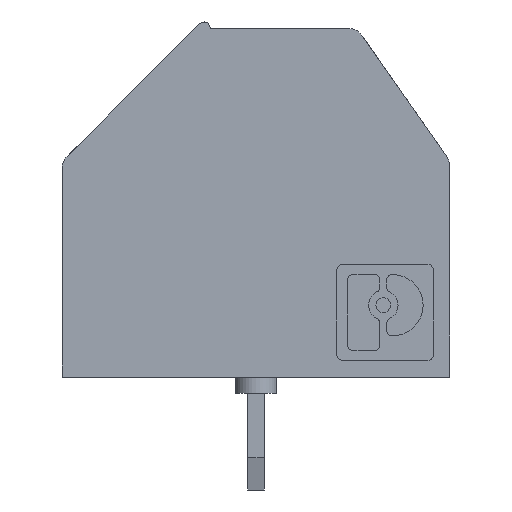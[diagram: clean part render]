
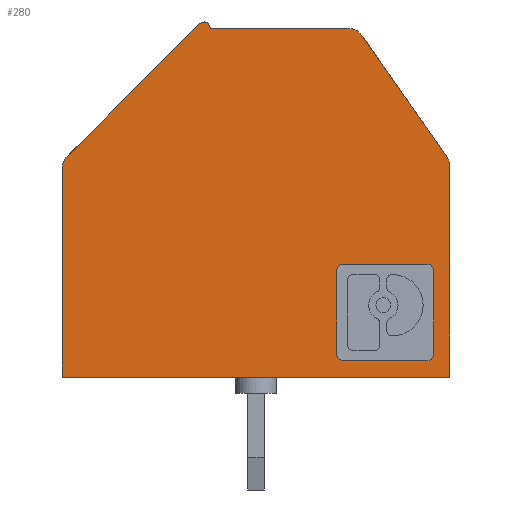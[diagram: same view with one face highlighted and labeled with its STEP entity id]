
A CAD part, left-side view. The second image highlights one B-rep face of the part: STEP entity #280.
In plain terms, the highlighted planar face has unit normal (-1, 0, 0).
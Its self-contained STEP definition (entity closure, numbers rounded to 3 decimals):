
#280=ADVANCED_FACE('',(#766,#767),#768,.F.);
#766=FACE_OUTER_BOUND('',#1443,.T.);
#767=FACE_BOUND('',#1444,.T.);
#768=PLANE('',#1445);
#1443=EDGE_LOOP('',(#2398,#2399,#2400,#2401,#2402,#2403,#2404,#2405,#2406,#2407));
#1444=EDGE_LOOP('',(#2408,#2409,#2410,#2411,#2412,#2413,#2414,#2415));
#1445=AXIS2_PLACEMENT_3D('',#2416,#2417,#2418);
#2398=ORIENTED_EDGE('',*,*,#4495,.T.);
#2399=ORIENTED_EDGE('',*,*,#4585,.T.);
#2400=ORIENTED_EDGE('',*,*,#4582,.T.);
#2401=ORIENTED_EDGE('',*,*,#4579,.T.);
#2402=ORIENTED_EDGE('',*,*,#4545,.T.);
#2403=ORIENTED_EDGE('',*,*,#4541,.T.);
#2404=ORIENTED_EDGE('',*,*,#4539,.T.);
#2405=ORIENTED_EDGE('',*,*,#4519,.T.);
#2406=ORIENTED_EDGE('',*,*,#4517,.T.);
#2407=ORIENTED_EDGE('',*,*,#4514,.T.);
#2408=ORIENTED_EDGE('',*,*,#4587,.T.);
#2409=ORIENTED_EDGE('',*,*,#4588,.F.);
#2410=ORIENTED_EDGE('',*,*,#4589,.T.);
#2411=ORIENTED_EDGE('',*,*,#4590,.T.);
#2412=ORIENTED_EDGE('',*,*,#4591,.T.);
#2413=ORIENTED_EDGE('',*,*,#4592,.F.);
#2414=ORIENTED_EDGE('',*,*,#4593,.T.);
#2415=ORIENTED_EDGE('',*,*,#4594,.F.);
#2416=CARTESIAN_POINT('',(0.0,-40.601,-8.009));
#2417=DIRECTION('',(1.0,0.,0.));
#2418=DIRECTION('',(0.,1.0,0.));
#4495=EDGE_CURVE('',#5622,#5624,#5626,.T.);
#4514=EDGE_CURVE('',#5660,#5622,#5662,.T.);
#4517=EDGE_CURVE('',#5664,#5660,#5666,.T.);
#4519=EDGE_CURVE('',#5668,#5664,#5669,.T.);
#4539=EDGE_CURVE('',#5704,#5668,#5706,.T.);
#4541=EDGE_CURVE('',#5708,#5704,#5709,.T.);
#4545=EDGE_CURVE('',#5712,#5708,#5714,.T.);
#4579=EDGE_CURVE('',#5780,#5712,#5781,.T.);
#4582=EDGE_CURVE('',#5784,#5780,#5785,.T.);
#4585=EDGE_CURVE('',#5624,#5784,#5788,.T.);
#4587=EDGE_CURVE('',#5790,#5791,#5792,.T.);
#4588=EDGE_CURVE('',#5793,#5791,#5794,.T.);
#4589=EDGE_CURVE('',#5793,#5795,#5796,.T.);
#4590=EDGE_CURVE('',#5795,#5797,#5798,.T.);
#4591=EDGE_CURVE('',#5797,#5799,#5800,.T.);
#4592=EDGE_CURVE('',#5801,#5799,#5802,.T.);
#4593=EDGE_CURVE('',#5801,#5803,#5804,.T.);
#4594=EDGE_CURVE('',#5790,#5803,#5805,.T.);
#5622=VERTEX_POINT('',#7959);
#5624=VERTEX_POINT('',#7962);
#5626=LINE('',#7965,#7966);
#5660=VERTEX_POINT('',#8000);
#5662=CIRCLE('',#8003,0.5);
#5664=VERTEX_POINT('',#8005);
#5666=LINE('',#8008,#8009);
#5668=VERTEX_POINT('',#8011);
#5669=LINE('',#8012,#8013);
#5704=VERTEX_POINT('',#8049);
#5706=LINE('',#8052,#8053);
#5708=VERTEX_POINT('',#8055);
#5709=CIRCLE('',#8056,0.5);
#5712=VERTEX_POINT('',#8060);
#5714=LINE('',#8063,#8064);
#5780=VERTEX_POINT('',#8162);
#5781=CIRCLE('',#8163,0.2);
#5784=VERTEX_POINT('',#8167);
#5785=LINE('',#8168,#8169);
#5788=CIRCLE('',#8173,0.5);
#5790=VERTEX_POINT('',#8175);
#5791=VERTEX_POINT('',#8176);
#5792=CIRCLE('',#8177,0.211);
#5793=VERTEX_POINT('',#8178);
#5794=LINE('',#8179,#8180);
#5795=VERTEX_POINT('',#8181);
#5796=CIRCLE('',#8182,0.211);
#5797=VERTEX_POINT('',#8183);
#5798=LINE('',#8184,#8185);
#5799=VERTEX_POINT('',#8186);
#5800=CIRCLE('',#8187,0.211);
#5801=VERTEX_POINT('',#8188);
#5802=LINE('',#8189,#8190);
#5803=VERTEX_POINT('',#8191);
#5804=CIRCLE('',#8192,0.211);
#5805=LINE('',#8193,#8194);
#7959=CARTESIAN_POINT('',(0.0,0.09,6.829));
#7962=CARTESIAN_POINT('',(0.0,2.722,10.587));
#7965=CARTESIAN_POINT('',(0.0,0.09,6.829));
#7966=VECTOR('',#9870,1.0);
#8000=CARTESIAN_POINT('',(0.0,0.0,6.542));
#8003=AXIS2_PLACEMENT_3D('',#9920,#9921,#9922);
#8005=CARTESIAN_POINT('',(0.0,0.0,0.0));
#8008=CARTESIAN_POINT('',(0.0,0.0,0.0));
#8009=VECTOR('',#9924,1.0);
#8011=CARTESIAN_POINT('',(0.0,12.0,0.));
#8012=CARTESIAN_POINT('',(0.0,12.0,0.));
#8013=VECTOR('',#9925,1.0);
#8049=CARTESIAN_POINT('',(0.0,12.0,6.493));
#8052=CARTESIAN_POINT('',(0.0,12.0,6.493));
#8053=VECTOR('',#9976,1.0);
#8055=CARTESIAN_POINT('',(0.0,11.854,6.846));
#8056=AXIS2_PLACEMENT_3D('',#9977,#9978,#9979);
#8060=CARTESIAN_POINT('',(0.0,7.759,10.941));
#8063=CARTESIAN_POINT('',(0.0,7.759,10.941));
#8064=VECTOR('',#9982,1.0);
#8162=CARTESIAN_POINT('',(0.0,7.417,10.8));
#8163=AXIS2_PLACEMENT_3D('',#10015,#10016,#10017);
#8167=CARTESIAN_POINT('',(0.0,3.131,10.8));
#8168=CARTESIAN_POINT('',(0.0,3.131,10.8));
#8169=VECTOR('',#10019,1.0);
#8173=AXIS2_PLACEMENT_3D('',#10021,#10022,#10023);
#8175=CARTESIAN_POINT('',(0.0,0.711,3.5));
#8176=CARTESIAN_POINT('',(0.0,0.5,3.289));
#8177=AXIS2_PLACEMENT_3D('',#10024,#10025,#10026);
#8178=CARTESIAN_POINT('',(0.0,0.5,0.711));
#8179=CARTESIAN_POINT('',(0.0,0.5,0.711));
#8180=VECTOR('',#10027,1.0);
#8181=CARTESIAN_POINT('',(0.0,0.711,0.5));
#8182=AXIS2_PLACEMENT_3D('',#10028,#10029,#10030);
#8183=CARTESIAN_POINT('',(0.0,3.289,0.5));
#8184=CARTESIAN_POINT('',(0.0,0.711,0.5));
#8185=VECTOR('',#10031,1.0);
#8186=CARTESIAN_POINT('',(0.0,3.5,0.711));
#8187=AXIS2_PLACEMENT_3D('',#10032,#10033,#10034);
#8188=CARTESIAN_POINT('',(0.0,3.5,3.289));
#8189=CARTESIAN_POINT('',(0.0,3.5,3.289));
#8190=VECTOR('',#10035,1.0);
#8191=CARTESIAN_POINT('',(0.0,3.289,3.5));
#8192=AXIS2_PLACEMENT_3D('',#10036,#10037,#10038);
#8193=CARTESIAN_POINT('',(0.0,0.711,3.5));
#8194=VECTOR('',#10039,1.0);
#9870=DIRECTION('',(0.,0.574,0.819));
#9920=CARTESIAN_POINT('',(0.0,0.5,6.542));
#9921=DIRECTION('',(-1.0,0.,0.));
#9922=DIRECTION('',(0.,-1.0,0.));
#9924=DIRECTION('',(0.,0.,1.0));
#9925=DIRECTION('',(0.,-1.0,0.));
#9976=DIRECTION('',(0.,0.,-1.0));
#9977=CARTESIAN_POINT('',(0.0,11.5,6.493));
#9978=DIRECTION('',(-1.0,0.,0.));
#9979=DIRECTION('',(0.,0.707,0.707));
#9982=DIRECTION('',(0.,0.707,-0.707));
#10015=CARTESIAN_POINT('',(0.0,7.617,10.8));
#10016=DIRECTION('',(-1.0,0.,0.));
#10017=DIRECTION('',(0.,-1.0,0.));
#10019=DIRECTION('',(0.,1.0,0.));
#10021=CARTESIAN_POINT('',(0.0,3.131,10.3));
#10022=DIRECTION('',(-1.0,0.,0.));
#10023=DIRECTION('',(0.,-0.819,0.574));
#10024=CARTESIAN_POINT('',(0.0,0.711,3.289));
#10025=DIRECTION('',(1.0,0.,0.));
#10026=DIRECTION('',(0.,0.,1.0));
#10027=DIRECTION('',(0.,0.,1.0));
#10028=CARTESIAN_POINT('',(0.0,0.711,0.711));
#10029=DIRECTION('',(1.0,0.,0.));
#10030=DIRECTION('',(0.,-1.0,0.));
#10031=DIRECTION('',(0.,1.0,0.));
#10032=CARTESIAN_POINT('',(0.0,3.289,0.711));
#10033=DIRECTION('',(1.0,0.,0.));
#10034=DIRECTION('',(0.,0.,-1.0));
#10035=DIRECTION('',(0.,0.,-1.0));
#10036=CARTESIAN_POINT('',(0.0,3.289,3.289));
#10037=DIRECTION('',(1.0,0.,0.));
#10038=DIRECTION('',(0.,1.0,0.));
#10039=DIRECTION('',(0.,1.0,0.));
